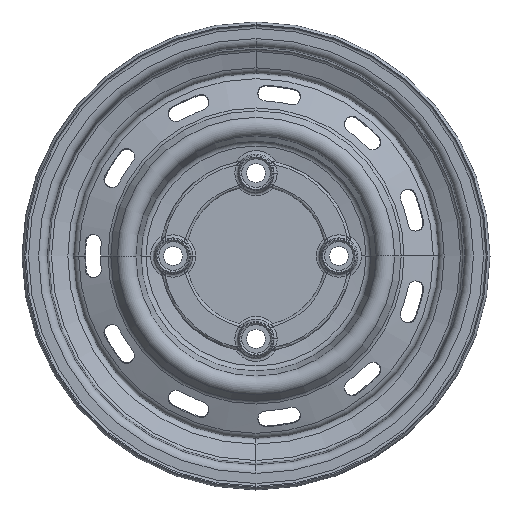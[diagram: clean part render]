
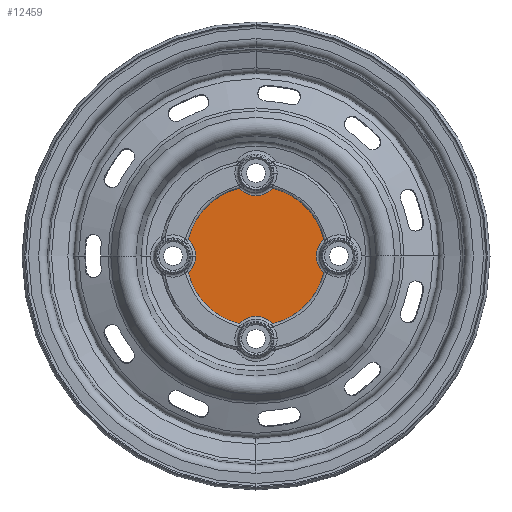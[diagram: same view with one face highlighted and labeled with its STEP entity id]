
A CAD part, left-side view. The second image highlights one B-rep face of the part: STEP entity #12459.
In plain terms, the highlighted planar face has unit normal (-1, 0, 0).
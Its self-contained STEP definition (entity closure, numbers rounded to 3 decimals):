
#229 = DIRECTION ( 'NONE',  ( 0., -1., 0. ) ) ;
#571 = VERTEX_POINT ( 'NONE', #4912 ) ;
#641 = DIRECTION ( 'NONE',  ( 1., 0., 0. ) ) ;
#1383 = DIRECTION ( 'NONE',  ( 0., -1., 0. ) ) ;
#1479 = CARTESIAN_POINT ( 'NONE',  ( -15.5, 0., 0. ) ) ;
#1588 = DIRECTION ( 'NONE',  ( 1., 0., 0. ) ) ;
#1640 = CIRCLE ( 'NONE', #8811, 53.75 ) ;
#1946 = ORIENTED_EDGE ( 'NONE', *, *, #7166, .T. ) ;
#2202 = ORIENTED_EDGE ( 'NONE', *, *, #2527, .F. ) ;
#2238 = DIRECTION ( 'NONE',  ( 0., -1., 0. ) ) ;
#2261 = ORIENTED_EDGE ( 'NONE', *, *, #2423, .T. ) ;
#2335 = VERTEX_POINT ( 'NONE', #5144 ) ;
#2423 = EDGE_CURVE ( 'NONE', #3964, #11480, #7387, .T. ) ;
#2425 = AXIS2_PLACEMENT_3D ( 'NONE', #8482, #12938, #2238 ) ;
#2527 = EDGE_CURVE ( 'NONE', #12991, #11480, #9023, .T. ) ;
#2872 = CARTESIAN_POINT ( 'NONE',  ( -15.5, 0., 0. ) ) ;
#3113 = AXIS2_PLACEMENT_3D ( 'NONE', #11855, #8632, #10750 ) ;
#3367 = DIRECTION ( 'NONE',  ( 0., 1., 0. ) ) ;
#3651 = CARTESIAN_POINT ( 'NONE',  ( -15.5, 52.175, 12.915 ) ) ;
#3684 = EDGE_CURVE ( 'NONE', #7660, #571, #1640, .T. ) ;
#3730 = EDGE_LOOP ( 'NONE', ( #10462, #2261, #2202, #5929, #4381, #7647, #1946, #3910, #12822 ) ) ;
#3910 = ORIENTED_EDGE ( 'NONE', *, *, #8389, .F. ) ;
#3964 = VERTEX_POINT ( 'NONE', #10468 ) ;
#3970 = DIRECTION ( 'NONE',  ( 0., 1., 0. ) ) ;
#4381 = ORIENTED_EDGE ( 'NONE', *, *, #6862, .T. ) ;
#4576 = DIRECTION ( 'NONE',  ( 1., 0., 0. ) ) ;
#4577 = DIRECTION ( 'NONE',  ( 0., 1., 0. ) ) ;
#4595 = DIRECTION ( 'NONE',  ( 1., 0., 0. ) ) ;
#4654 = PLANE ( 'NONE',  #6052 ) ;
#4912 = CARTESIAN_POINT ( 'NONE',  ( -15.5, 52.175, -12.915 ) ) ;
#5097 = VERTEX_POINT ( 'NONE', #13375 ) ;
#5144 = CARTESIAN_POINT ( 'NONE',  ( -15.5, -52.175, -12.915 ) ) ;
#5645 = CARTESIAN_POINT ( 'NONE',  ( -15.5, 53.75, 0. ) ) ;
#5658 = DIRECTION ( 'NONE',  ( 1., 0., 0. ) ) ;
#5687 = DIRECTION ( 'NONE',  ( 0., -1., 0. ) ) ;
#5752 = DIRECTION ( 'NONE',  ( 0., -1., 0. ) ) ;
#5929 = ORIENTED_EDGE ( 'NONE', *, *, #11217, .T. ) ;
#6052 = AXIS2_PLACEMENT_3D ( 'NONE', #5645, #6673, #5752 ) ;
#6673 = DIRECTION ( 'NONE',  ( -1., 0., 0. ) ) ;
#6862 = EDGE_CURVE ( 'NONE', #5097, #571, #12514, .T. ) ;
#7166 = EDGE_CURVE ( 'NONE', #7660, #9474, #7285, .T. ) ;
#7285 = CIRCLE ( 'NONE', #12161, 17.342 ) ;
#7387 = CIRCLE ( 'NONE', #2425, 17.342 ) ;
#7647 = ORIENTED_EDGE ( 'NONE', *, *, #3684, .F. ) ;
#7660 = VERTEX_POINT ( 'NONE', #11752 ) ;
#7814 = CARTESIAN_POINT ( 'NONE',  ( -15.5, 63.75, 0. ) ) ;
#8193 = AXIS2_PLACEMENT_3D ( 'NONE', #2872, #10408, #3970 ) ;
#8389 = EDGE_CURVE ( 'NONE', #2335, #9474, #10270, .T. ) ;
#8482 = CARTESIAN_POINT ( 'NONE',  ( -15.5, 0., 63.75 ) ) ;
#8632 = DIRECTION ( 'NONE',  ( 1., 0., 0. ) ) ;
#8670 = CARTESIAN_POINT ( 'NONE',  ( -15.5, 0., -63.75 ) ) ;
#8811 = AXIS2_PLACEMENT_3D ( 'NONE', #11470, #1588, #3367 ) ;
#8848 = AXIS2_PLACEMENT_3D ( 'NONE', #1479, #13126, #11203 ) ;
#9023 = CIRCLE ( 'NONE', #8193, 53.75 ) ;
#9167 = CARTESIAN_POINT ( 'NONE',  ( -15.5, 0., 0. ) ) ;
#9193 = FACE_OUTER_BOUND ( 'NONE', #3730, .T. ) ;
#9364 = VERTEX_POINT ( 'NONE', #13270 ) ;
#9474 = VERTEX_POINT ( 'NONE', #10632 ) ;
#9764 = EDGE_CURVE ( 'NONE', #2335, #9364, #12898, .T. ) ;
#9953 = AXIS2_PLACEMENT_3D ( 'NONE', #9167, #641, #4577 ) ;
#10117 = EDGE_CURVE ( 'NONE', #3964, #9364, #13406, .T. ) ;
#10270 = CIRCLE ( 'NONE', #8848, 53.75 ) ;
#10408 = DIRECTION ( 'NONE',  ( 1., 0., 0. ) ) ;
#10462 = ORIENTED_EDGE ( 'NONE', *, *, #10117, .F. ) ;
#10468 = CARTESIAN_POINT ( 'NONE',  ( -15.5, -12.915, 52.175 ) ) ;
#10632 = CARTESIAN_POINT ( 'NONE',  ( -15.5, -12.915, -52.175 ) ) ;
#10641 = AXIS2_PLACEMENT_3D ( 'NONE', #12051, #5658, #1383 ) ;
#10750 = DIRECTION ( 'NONE',  ( 0., -1., 0. ) ) ;
#10953 = AXIS2_PLACEMENT_3D ( 'NONE', #7814, #4576, #229 ) ;
#11203 = DIRECTION ( 'NONE',  ( 0., 1., 0. ) ) ;
#11217 = EDGE_CURVE ( 'NONE', #12991, #5097, #12675, .T. ) ;
#11470 = CARTESIAN_POINT ( 'NONE',  ( -15.5, 0., 0. ) ) ;
#11480 = VERTEX_POINT ( 'NONE', #11810 ) ;
#11752 = CARTESIAN_POINT ( 'NONE',  ( -15.5, 12.915, -52.175 ) ) ;
#11810 = CARTESIAN_POINT ( 'NONE',  ( -15.5, 12.915, 52.175 ) ) ;
#11855 = CARTESIAN_POINT ( 'NONE',  ( -15.5, -63.75, 0. ) ) ;
#12051 = CARTESIAN_POINT ( 'NONE',  ( -15.5, 63.75, 0. ) ) ;
#12161 = AXIS2_PLACEMENT_3D ( 'NONE', #8670, #4595, #5687 ) ;
#12459 = ADVANCED_FACE ( 'NONE', ( #9193 ), #4654, .T. ) ;
#12514 = CIRCLE ( 'NONE', #10641, 17.342 ) ;
#12675 = CIRCLE ( 'NONE', #10953, 17.342 ) ;
#12822 = ORIENTED_EDGE ( 'NONE', *, *, #9764, .T. ) ;
#12898 = CIRCLE ( 'NONE', #3113, 17.342 ) ;
#12938 = DIRECTION ( 'NONE',  ( 1., 0., 0. ) ) ;
#12991 = VERTEX_POINT ( 'NONE', #3651 ) ;
#13126 = DIRECTION ( 'NONE',  ( 1., 0., 0. ) ) ;
#13270 = CARTESIAN_POINT ( 'NONE',  ( -15.5, -52.175, 12.915 ) ) ;
#13375 = CARTESIAN_POINT ( 'NONE',  ( -15.5, 46.408, 0. ) ) ;
#13406 = CIRCLE ( 'NONE', #9953, 53.75 ) ;
